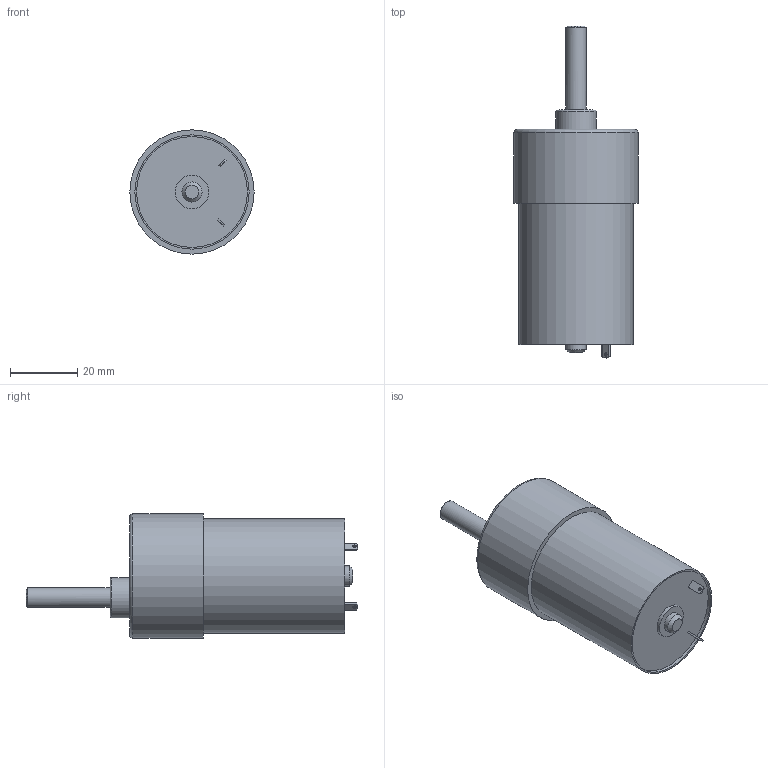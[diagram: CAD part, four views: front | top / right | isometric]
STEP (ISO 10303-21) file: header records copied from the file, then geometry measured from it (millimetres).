
FILE_DESCRIPTION(/* description */ (''),/* implementation_level */ '2;1');
FILE_NAME(/* name */ 'tetrix_739083_2012.stp',/* time_stamp */ '2013-08-31T13:48:31-08:00',/* author */ ('Kyle'),/* organization */ (''),/* preprocessor_version */ 'ST-DEVELOPER v15.2',/* originating_system */ 'Autodesk Inventor 2014',/* authorisation */ '');
FILE_SCHEMA (('AUTOMOTIVE_DESIGN { 1 0 10303 214 3 1 1 }'));
Length unit declared in the file: millimetre
Products named in the file (3): TETRIX_739083_MOTOR_2012; TETRIX_739083_AXLE_2012; tetrix_739083_2012
Bounding box: 37 x 98.8 x 37 mm (x, y, z)
Volume: 62411.1 mm3; surface area: 10102.6 mm2
Topology: 2 solids, 2 shells, 38 faces, 77 edges, 50 vertices
Faces by surface type: plane 24, cylinder 9, cone 3, torus 2
Full cylindrical faces by diameter (mm): 1 x2, 6 x1, 10 x1, 12 x1, 33 x1, 34 x1, 37 x1
Entity records: 1086 total; most frequent: CARTESIAN_POINT 193, DIRECTION 171, ORIENTED_EDGE 130, EDGE_CURVE 65, AXIS2_PLACEMENT_3D 65, EDGE_LOOP 60, VERTEX_POINT 49, LINE 41
